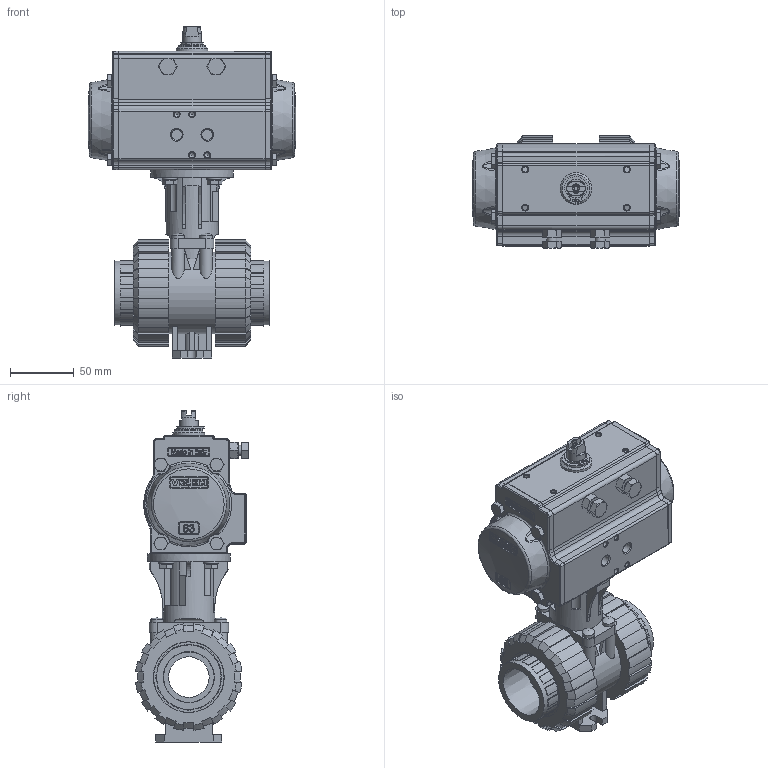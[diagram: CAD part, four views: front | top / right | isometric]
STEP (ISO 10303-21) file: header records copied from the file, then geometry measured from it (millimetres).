
FILE_DESCRIPTION((''),'2;1');
FILE_NAME('PV10053A - 040 - DA063.stp','2021-08-16T08:58:09',('RL'),(''),'Autodesk Inventor 2012','Autodesk Inventor 2012','');
FILE_SCHEMA(('AUTOMOTIVE_DESIGN { 1 0 10303 214 1 1 1 1 }'));
Length unit declared in the file: millimetre
Products named in the file (1): PV10053A_040_82DASR063
Bounding box: 163.35 x 88.6 x 261 mm (x, y, z)
Volume: 1372271.3 mm3; surface area: 154696 mm2
Topology: 1 solids, 6 shells, 1936 faces, 5233 edges, 3374 vertices
Faces by surface type: plane 900, bspline 408, cylinder 308, cone 241, torus 73, sphere 6
Full cylindrical faces by diameter (mm): 2 x2, 4.2 x8, 5 x1, 6 x4, 6.5 x4, 6.8 x4, 8 x2, 8.5 x2, 8.88 x4, 10 x12, 10.1 x8, 13.9 x1, 14.7 x1, 15.875 x1, 21 x1, 22 x1, 25 x1, 27.9 x1, 28 x1, 32 x1, 32.7 x2, 41.5 x1, 50.7 x2, 55.4 x2, 55.6 x2, 64.2 x1, 65 x1
Entity records: 86914 total; most frequent: CARTESIAN_POINT 39817, ORIENTED_EDGE 10100, DIRECTION 8515, EDGE_CURVE 5050, VERTEX_POINT 3323, AXIS2_PLACEMENT_3D 3142, VECTOR 2231, LINE 2231
